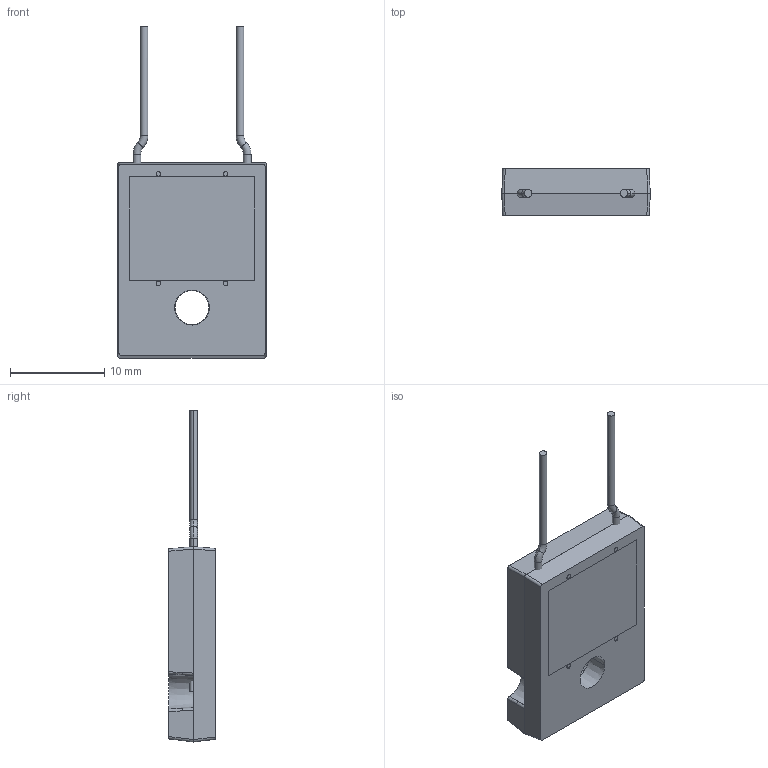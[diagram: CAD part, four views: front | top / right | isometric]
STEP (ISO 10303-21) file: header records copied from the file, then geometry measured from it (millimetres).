
FILE_DESCRIPTION((''),'2;1');
FILE_NAME('POWER247-REVB_ASM','2017-09-25T',('adrianaca'),(''),'CREO PARAMETRIC BY PTC INC, 2016050','CREO PARAMETRIC BY PTC INC, 2016050','');
FILE_SCHEMA(('CONFIG_CONTROL_DESIGN'));
Length unit declared in the file: inch
Products named in the file (10): CERAMICA-REVC; TERM-REVC; RESISTANCE-REVC; GLAZE-REVC; ELEMENT-REVC_ASM; PINES-FORMADO-REVC; ENCAPSULADO-BOTTOM-REVC; ENCAPSULADO-TOP-REVC; MARKING-REVC; POWER247-REVB_ASM
Assembly tree (10 placements, depth 3):
  POWER247-REVB_ASM
    ELEMENT-REVC_ASM
      CERAMICA-REVC
      TERM-REVC  x2
      RESISTANCE-REVC
      GLAZE-REVC
    PINES-FORMADO-REVC
    ENCAPSULADO-BOTTOM-REVC
    ENCAPSULADO-TOP-REVC
    MARKING-REVC
Bounding box: 15.75 x 4.98 x 35.18 mm (x, y, z)
Volume: 1547.8 mm3; surface area: 2712.7 mm2
Topology: 39 solids, 39 shells, 801 faces, 2126 edges, 1408 vertices
Faces by surface type: plane 484, extrusion 195, cylinder 64, bspline 28, torus 24, cone 6
Entity records: 26506 total; most frequent: CARTESIAN_POINT 7223, ORIENTED_EDGE 4228, DIRECTION 3233, EDGE_CURVE 2114, VECTOR 1679, LINE 1484, VERTEX_POINT 1400, EDGE_LOOP 840
